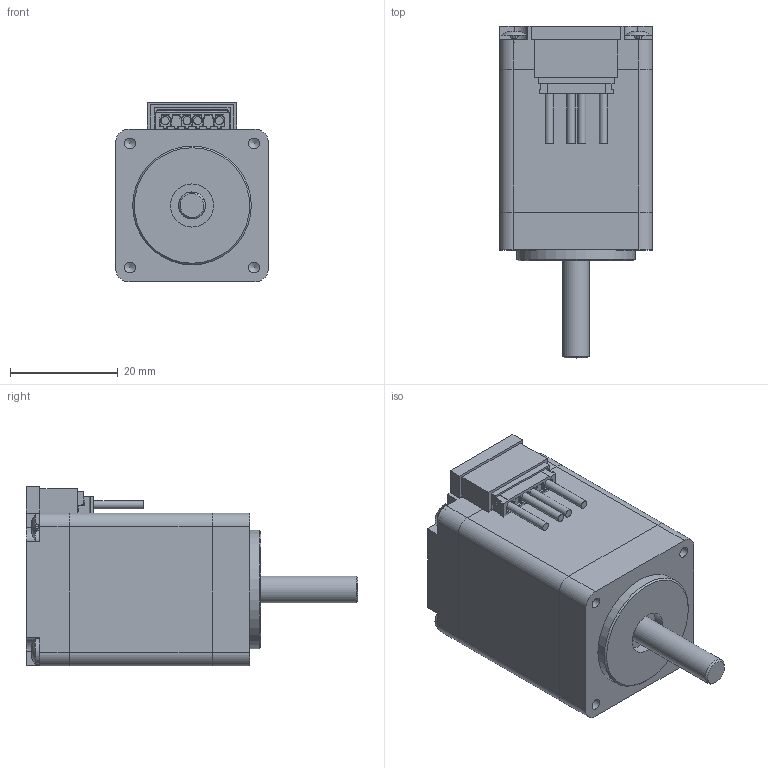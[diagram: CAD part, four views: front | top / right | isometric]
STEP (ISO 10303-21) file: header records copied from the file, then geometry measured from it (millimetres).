
FILE_DESCRIPTION(/* description */ (''),/* implementation_level */ '2;1');
FILE_NAME(/* name */ 'SC2818M1504-A.stp',/* time_stamp */ '2024-07-25T10:22:49+02:00',/* author */ ('angelika.schneid'),/* organization */ (''),/* preprocessor_version */ 'ST-DEVELOPER v18.1',/* originating_system */ 'Autodesk Inventor 2021',/* authorisation */ '');
FILE_SCHEMA (('AUTOMOTIVE_DESIGN { 1 0 10303 214 3 1 1 }'));
Length unit declared in the file: millimetre
Products named in the file (1): PLACEHOLDER
Bounding box: 28.3 x 61.5 x 33.3 mm (x, y, z)
Volume: 34538.9 mm3; surface area: 13375.1 mm2
Topology: 15 solids, 15 shells, 707 faces, 1787 edges, 1128 vertices
Faces by surface type: plane 567, cone 66, cylinder 52, bspline 14, sphere 4, torus 4
Full cylindrical faces by diameter (mm): 1.5 x4, 2.013 x8, 2.275 x4, 2.5 x4, 5 x4, 8 x2, 22 x1
Entity records: 21848 total; most frequent: CARTESIAN_POINT 4115, ORIENTED_EDGE 3566, DIRECTION 3371, EDGE_CURVE 1783, LINE 1423, VECTOR 1423, VERTEX_POINT 1128, AXIS2_PLACEMENT_3D 974
